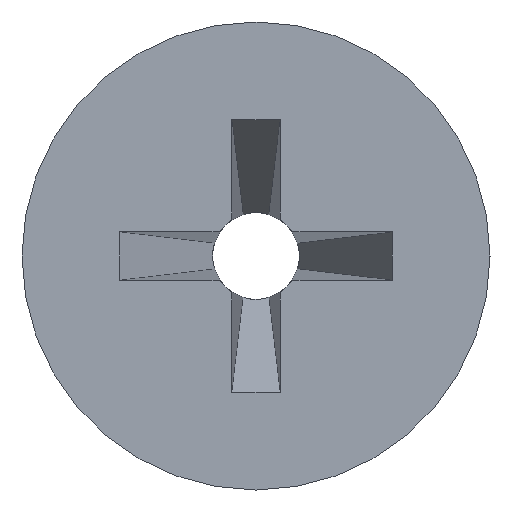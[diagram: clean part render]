
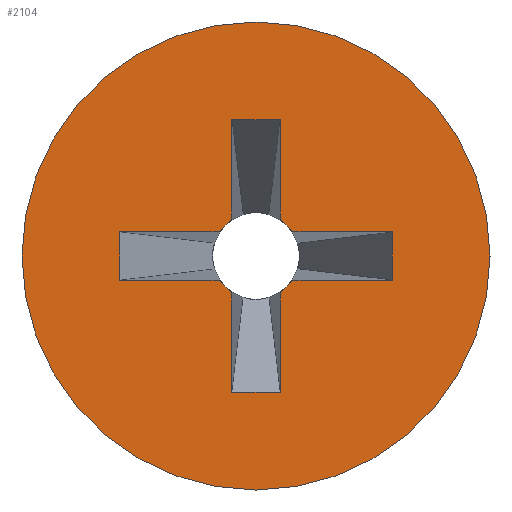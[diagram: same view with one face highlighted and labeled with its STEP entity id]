
A CAD part, left-side view. The second image highlights one B-rep face of the part: STEP entity #2104.
In plain terms, the highlighted planar face has unit normal (-1, 0, 0).
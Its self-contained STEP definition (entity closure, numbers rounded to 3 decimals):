
#115=CARTESIAN_POINT('',(0.,0.,0.));
#116=DIRECTION('',(-1.,0.,0.));
#117=DIRECTION('',(0.,1.,0.));
#118=AXIS2_PLACEMENT_3D('',#115,#116,#117);
#120=CARTESIAN_POINT('',(0.,0.,0.));
#121=DIRECTION('',(1.,0.,0.));
#122=DIRECTION('',(0.,1.,0.));
#123=AXIS2_PLACEMENT_3D('',#120,#121,#122);
#125=CARTESIAN_POINT('',(0.,0.,0.));
#126=DIRECTION('',(1.,0.,0.));
#127=DIRECTION('',(0.,-0.829,-0.559));
#128=AXIS2_PLACEMENT_3D('',#125,#126,#127);
#130=DIRECTION('',(0.,1.,0.));
#131=VECTOR('',#130,1.177);
#132=CARTESIAN_POINT('',(0.,-1.6,-0.285));
#133=LINE('',#132,#131);
#134=DIRECTION('',(0.,0.,-1.));
#135=VECTOR('',#134,0.57);
#136=CARTESIAN_POINT('',(0.,-1.6,0.285));
#137=LINE('',#136,#135);
#138=DIRECTION('',(0.,1.,0.));
#139=VECTOR('',#138,1.177);
#140=CARTESIAN_POINT('',(0.,-1.6,0.285));
#141=LINE('',#140,#139);
#142=CARTESIAN_POINT('',(0.,0.,0.));
#143=DIRECTION('',(1.,0.,0.));
#144=DIRECTION('',(0.,-0.559,0.829));
#145=AXIS2_PLACEMENT_3D('',#142,#143,#144);
#147=DIRECTION('',(0.,0.,-1.));
#148=VECTOR('',#147,1.177);
#149=CARTESIAN_POINT('',(0.,-0.285,1.6));
#150=LINE('',#149,#148);
#151=DIRECTION('',(0.,1.,0.));
#152=VECTOR('',#151,0.57);
#153=CARTESIAN_POINT('',(0.,-0.285,1.6));
#154=LINE('',#153,#152);
#155=DIRECTION('',(0.,0.,-1.));
#156=VECTOR('',#155,1.177);
#157=CARTESIAN_POINT('',(0.,0.285,1.6));
#158=LINE('',#157,#156);
#159=CARTESIAN_POINT('',(0.,0.,0.));
#160=DIRECTION('',(1.,0.,0.));
#161=DIRECTION('',(0.,0.829,0.559));
#162=AXIS2_PLACEMENT_3D('',#159,#160,#161);
#164=DIRECTION('',(0.,1.,0.));
#165=VECTOR('',#164,1.177);
#166=CARTESIAN_POINT('',(0.,0.423,0.285));
#167=LINE('',#166,#165);
#168=DIRECTION('',(0.,0.,-1.));
#169=VECTOR('',#168,0.57);
#170=CARTESIAN_POINT('',(0.,1.6,0.285));
#171=LINE('',#170,#169);
#172=DIRECTION('',(0.,1.,0.));
#173=VECTOR('',#172,1.177);
#174=CARTESIAN_POINT('',(0.,0.423,-0.285));
#175=LINE('',#174,#173);
#176=CARTESIAN_POINT('',(0.,0.,0.));
#177=DIRECTION('',(1.,0.,0.));
#178=DIRECTION('',(0.,0.559,-0.829));
#179=AXIS2_PLACEMENT_3D('',#176,#177,#178);
#181=DIRECTION('',(0.,0.,-1.));
#182=VECTOR('',#181,1.177);
#183=CARTESIAN_POINT('',(0.,0.285,-0.423));
#184=LINE('',#183,#182);
#185=DIRECTION('',(0.,1.,0.));
#186=VECTOR('',#185,0.57);
#187=CARTESIAN_POINT('',(0.,-0.285,-1.6));
#188=LINE('',#187,#186);
#189=DIRECTION('',(0.,0.,-1.));
#190=VECTOR('',#189,1.177);
#191=CARTESIAN_POINT('',(0.,-0.285,-0.423));
#192=LINE('',#191,#190);
#1973=CARTESIAN_POINT('',(0.,2.75,0.));
#1975=VERTEX_POINT('',#1973);
#1977=CARTESIAN_POINT('',(0.,-2.75,0.));
#1979=VERTEX_POINT('',#1977);
#2000=CARTESIAN_POINT('',(0.,-0.423,-0.285));
#2001=CARTESIAN_POINT('',(0.,-0.285,-0.423));
#2002=VERTEX_POINT('',#2000);
#2003=VERTEX_POINT('',#2001);
#2004=CARTESIAN_POINT('',(0.,0.285,-0.423));
#2005=CARTESIAN_POINT('',(0.,0.423,-0.285));
#2006=VERTEX_POINT('',#2004);
#2007=VERTEX_POINT('',#2005);
#2008=CARTESIAN_POINT('',(0.,0.423,0.285));
#2009=CARTESIAN_POINT('',(0.,0.285,0.423));
#2010=VERTEX_POINT('',#2008);
#2011=VERTEX_POINT('',#2009);
#2012=CARTESIAN_POINT('',(0.,-0.285,0.423));
#2013=CARTESIAN_POINT('',(0.,-0.423,0.285));
#2014=VERTEX_POINT('',#2012);
#2015=VERTEX_POINT('',#2013);
#2035=CARTESIAN_POINT('',(0.,-1.6,0.285));
#2036=CARTESIAN_POINT('',(0.,-1.6,-0.285));
#2037=VERTEX_POINT('',#2035);
#2038=VERTEX_POINT('',#2036);
#2039=CARTESIAN_POINT('',(0.,-0.285,1.6));
#2040=CARTESIAN_POINT('',(0.,0.285,1.6));
#2041=VERTEX_POINT('',#2039);
#2042=VERTEX_POINT('',#2040);
#2043=CARTESIAN_POINT('',(0.,1.6,0.285));
#2044=CARTESIAN_POINT('',(0.,1.6,-0.285));
#2045=VERTEX_POINT('',#2043);
#2046=VERTEX_POINT('',#2044);
#2047=CARTESIAN_POINT('',(0.,-0.285,-1.6));
#2048=CARTESIAN_POINT('',(0.,0.285,-1.6));
#2049=VERTEX_POINT('',#2047);
#2050=VERTEX_POINT('',#2048);
#2059=CARTESIAN_POINT('',(0.,0.,0.));
#2060=DIRECTION('',(1.,0.,0.));
#2061=DIRECTION('',(0.,-1.,0.));
#2062=AXIS2_PLACEMENT_3D('',#2059,#2060,#2061);
#2063=PLANE('',#2062);
#2065=ORIENTED_EDGE('',*,*,#2064,.F.);
#2067=ORIENTED_EDGE('',*,*,#2066,.T.);
#2068=EDGE_LOOP('',(#2065,#2067));
#2069=FACE_OUTER_BOUND('',#2068,.F.);
#2071=ORIENTED_EDGE('',*,*,#2070,.F.);
#2073=ORIENTED_EDGE('',*,*,#2072,.F.);
#2075=ORIENTED_EDGE('',*,*,#2074,.F.);
#2077=ORIENTED_EDGE('',*,*,#2076,.T.);
#2079=ORIENTED_EDGE('',*,*,#2078,.F.);
#2081=ORIENTED_EDGE('',*,*,#2080,.F.);
#2083=ORIENTED_EDGE('',*,*,#2082,.T.);
#2085=ORIENTED_EDGE('',*,*,#2084,.T.);
#2087=ORIENTED_EDGE('',*,*,#2086,.F.);
#2089=ORIENTED_EDGE('',*,*,#2088,.T.);
#2091=ORIENTED_EDGE('',*,*,#2090,.T.);
#2093=ORIENTED_EDGE('',*,*,#2092,.F.);
#2095=ORIENTED_EDGE('',*,*,#2094,.F.);
#2097=ORIENTED_EDGE('',*,*,#2096,.T.);
#2099=ORIENTED_EDGE('',*,*,#2098,.F.);
#2101=ORIENTED_EDGE('',*,*,#2100,.F.);
#2102=EDGE_LOOP('',(#2071,#2073,#2075,#2077,#2079,#2081,#2083,#2085,#2087,#2089,
#2091,#2093,#2095,#2097,#2099,#2101));
#2103=FACE_BOUND('',#2102,.F.);
#119=CIRCLE('',#118,2.75);
#124=CIRCLE('',#123,2.75);
#129=CIRCLE('',#128,0.51);
#146=CIRCLE('',#145,0.51);
#163=CIRCLE('',#162,0.51);
#180=CIRCLE('',#179,0.51);
#2064=EDGE_CURVE('',#1975,#1979,#119,.T.);
#2066=EDGE_CURVE('',#1975,#1979,#124,.T.);
#2070=EDGE_CURVE('',#2002,#2003,#129,.T.);
#2072=EDGE_CURVE('',#2038,#2002,#133,.T.);
#2074=EDGE_CURVE('',#2037,#2038,#137,.T.);
#2076=EDGE_CURVE('',#2037,#2015,#141,.T.);
#2078=EDGE_CURVE('',#2014,#2015,#146,.T.);
#2080=EDGE_CURVE('',#2041,#2014,#150,.T.);
#2082=EDGE_CURVE('',#2041,#2042,#154,.T.);
#2084=EDGE_CURVE('',#2042,#2011,#158,.T.);
#2086=EDGE_CURVE('',#2010,#2011,#163,.T.);
#2088=EDGE_CURVE('',#2010,#2045,#167,.T.);
#2090=EDGE_CURVE('',#2045,#2046,#171,.T.);
#2092=EDGE_CURVE('',#2007,#2046,#175,.T.);
#2094=EDGE_CURVE('',#2006,#2007,#180,.T.);
#2096=EDGE_CURVE('',#2006,#2050,#184,.T.);
#2098=EDGE_CURVE('',#2049,#2050,#188,.T.);
#2100=EDGE_CURVE('',#2003,#2049,#192,.T.);
#2104=ADVANCED_FACE('',(#2069,#2103),#2063,.F.);
